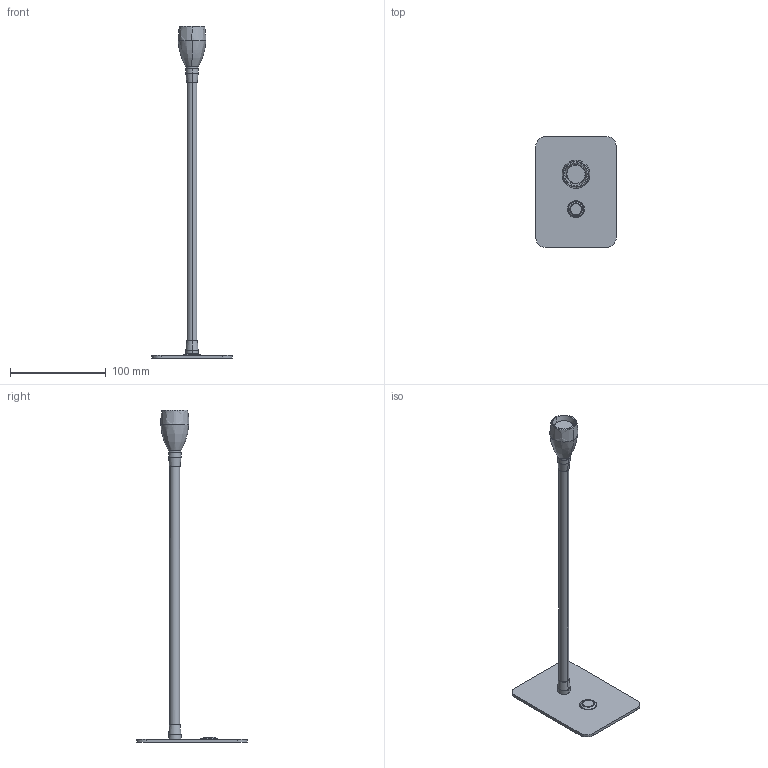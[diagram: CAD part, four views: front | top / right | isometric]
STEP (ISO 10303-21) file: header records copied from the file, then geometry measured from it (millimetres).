
FILE_DESCRIPTION(/* description */ (''),/* implementation_level */ '2;1');
FILE_NAME(/* name */ 'Jet',/* time_stamp */ '2016-04-20T18:36:33+02:00',/* author */ (''),/* organization */ (''),/* preprocessor_version */ 'ST-DEVELOPER v15',/* originating_system */ '',/* authorisation */ '');
FILE_SCHEMA (('AUTOMOTIVE_DESIGN'));
Length unit declared in the file: millimetre
Products named in the file (1): Document
Bounding box: 84 x 116 x 347.4 mm (x, y, z)
Surface area: 36723.5 mm2 (no closed solid volume)
Topology: 0 solids, 12 shells, 61 faces, 142 edges, 94 vertices
Faces by surface type: bspline 42, plane 19
Entity records: 2066 total; most frequent: CARTESIAN_POINT 1169, ORIENTED_EDGE 242, EDGE_CURVE 138, VERTEX_POINT 94, EDGE_LOOP 75, ADVANCED_FACE 61, FACE_OUTER_BOUND 61, B_SPLINE_CURVE_WITH_KNOTS 48
